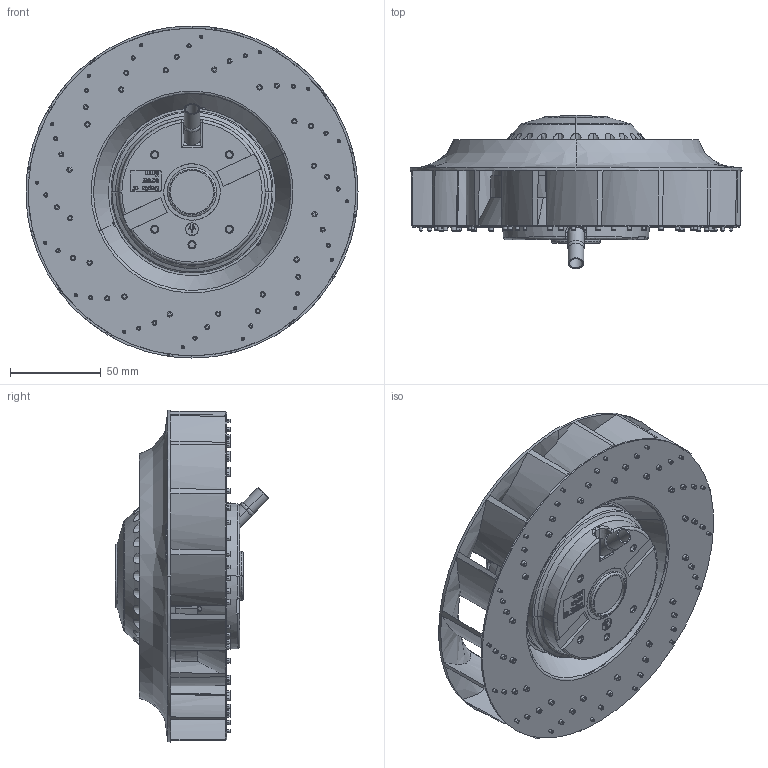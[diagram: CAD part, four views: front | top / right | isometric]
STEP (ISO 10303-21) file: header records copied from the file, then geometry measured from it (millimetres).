
FILE_DESCRIPTION (( 'STEP AP203' ), '1' );
FILE_NAME ('OAB18055.stp', '2020-06-04T13:41:10', ( '' ), ( '' ), 'SwSTEP 2.0', 'SolidWorks 2018', '' );
FILE_SCHEMA (( 'CONFIG_CONTROL_DESIGN' ));
Products named in the file (1): OAB18055
Bounding box: 182.5 x 84.59 x 182.5 mm (x, y, z)
Volume: 472176 mm3; surface area: 152524.5 mm2
Topology: 1 solids, 1 shells, 1305 faces, 3234 edges, 2089 vertices
Faces by surface type: bspline 784, plane 454, torus 67
Entity records: 72033 total; most frequent: CARTESIAN_POINT 49716, ORIENTED_EDGE 6460, EDGE_CURVE 3230, VERTEX_POINT 2087, DIRECTION 1803, B_SPLINE_CURVE_WITH_KNOTS 1792, EDGE_LOOP 1503, ADVANCED_FACE 1305
